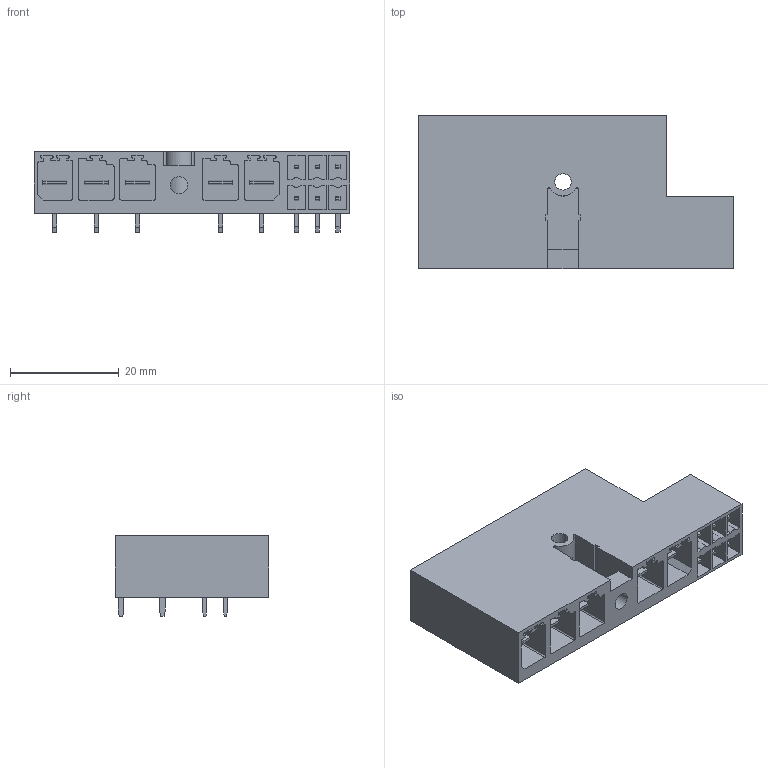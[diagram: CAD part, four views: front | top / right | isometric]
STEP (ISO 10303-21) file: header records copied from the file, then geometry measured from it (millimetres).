
FILE_DESCRIPTION(('CATIA V5 STEP Exchange','CAx-IF Rec.Pracs.--- Model Styling and Organization---1.2---2011-12-15'),'2;1');
FILE_NAME ('D1448420_0', '2018-11-30T13:09:05+00:00', ('none'), ('Weidmueller'), 'CATIA Version 5-6 Release 2014', 'CATIA V5 STEP AP214', 'none');
FILE_SCHEMA(('AUTOMOTIVE_DESIGN { 1 0 10303 214 1 1 1 1 }'));
Length unit declared in the file: millimetre
Products named in the file (1): 1090670000
Bounding box: 58.12 x 28.3 x 14.9 mm (x, y, z)
Volume: 11723 mm3; surface area: 11154.2 mm2
Topology: 12 solids, 12 shells, 565 faces, 1585 edges, 1050 vertices
Faces by surface type: plane 488, cylinder 77
Entity records: 14920 total; most frequent: ORIENTED_EDGE 3170, CARTESIAN_POINT 2486, DIRECTION 1820, EDGE_CURVE 1370, VECTOR 1236, LINE 1236, VERTEX_POINT 890, EDGE_LOOP 607
